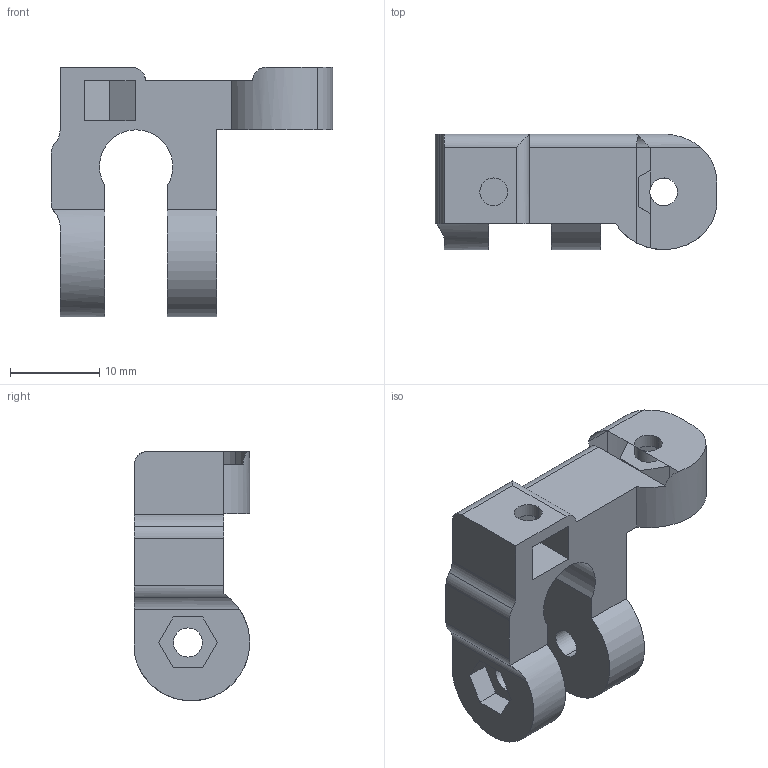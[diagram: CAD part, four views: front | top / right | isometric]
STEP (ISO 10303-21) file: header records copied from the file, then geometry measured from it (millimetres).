
FILE_DESCRIPTION (( 'STEP AP214' ), '1' );
FILE_NAME ('endstop_suport_V2_23102015.step', '2016-04-29T10:40:19', ( '' ), ( '' ), 'SwSTEP 2.0', 'SolidWorks 2016', '' );
FILE_SCHEMA (( 'AUTOMOTIVE_DESIGN' ));
Length unit declared in the file: millimetre
Products named in the file (1): endstop_suport_V2_23102015
Bounding box: 31.5 x 12.9 x 27.89 mm (x, y, z)
Volume: 3934.1 mm3; surface area: 2790.9 mm2
Topology: 1 solids, 1 shells, 66 faces, 182 edges, 121 vertices
Faces by surface type: plane 34, cylinder 32
Entity records: 2952 total; most frequent: CARTESIAN_POINT 466, ORIENTED_EDGE 364, DIRECTION 355, EDGE_CURVE 182, VERTEX_POINT 121, AXIS2_PLACEMENT_3D 120, LINE 115, VECTOR 115
